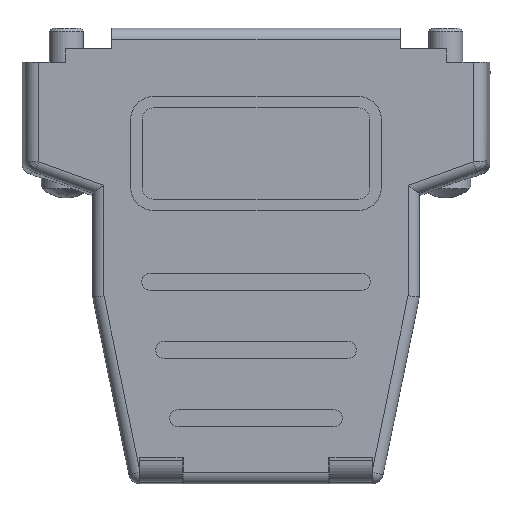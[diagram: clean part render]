
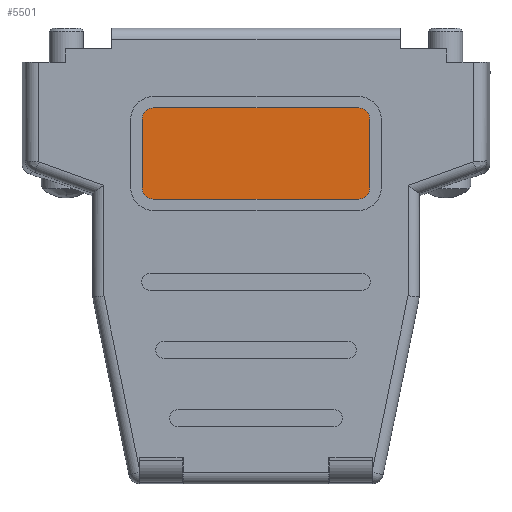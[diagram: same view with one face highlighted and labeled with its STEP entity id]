
A CAD part, front view. The second image highlights one B-rep face of the part: STEP entity #5501.
In plain terms, the highlighted planar face has unit normal (0, -1, 0).
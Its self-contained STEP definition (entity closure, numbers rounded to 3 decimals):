
#150 = ORIENTED_EDGE ( 'NONE', *, *, #14262, .T. ) ;
#203 = CIRCLE ( 'NONE', #16557, 1. ) ;
#658 = ORIENTED_EDGE ( 'NONE', *, *, #18202, .T. ) ;
#863 = ORIENTED_EDGE ( 'NONE', *, *, #11208, .T. ) ;
#1251 = DIRECTION ( 'NONE',  ( 1., 0., 0. ) ) ;
#1623 = AXIS2_PLACEMENT_3D ( 'NONE', #10251, #8208, #5713 ) ;
#1663 = EDGE_CURVE ( 'NONE', #17252, #21369, #17339, .T. ) ;
#1946 = DIRECTION ( 'NONE',  ( 0., -1., 0. ) ) ;
#2680 = CARTESIAN_POINT ( 'NONE',  ( 9., 0.2, -7. ) ) ;
#4862 = EDGE_CURVE ( 'NONE', #5050, #17252, #11738, .T. ) ;
#4881 = LINE ( 'NONE', #2680, #10932 ) ;
#5050 = VERTEX_POINT ( 'NONE', #11751 ) ;
#5186 = EDGE_LOOP ( 'NONE', ( #150, #863, #23547, #658, #8349, #22983, #27236, #26293 ) ) ;
#5501 = ADVANCED_FACE ( 'NONE', ( #23815 ), #28495, .T. ) ;
#5642 = CARTESIAN_POINT ( 'NONE',  ( 9., 0.2, -8. ) ) ;
#5713 = DIRECTION ( 'NONE',  ( 0., 0., -1. ) ) ;
#7485 = CARTESIAN_POINT ( 'NONE',  ( 10., 0.2, -8. ) ) ;
#8208 = DIRECTION ( 'NONE',  ( 0., -1., 0. ) ) ;
#8321 = VERTEX_POINT ( 'NONE', #16209 ) ;
#8349 = ORIENTED_EDGE ( 'NONE', *, *, #10279, .T. ) ;
#9747 = EDGE_CURVE ( 'NONE', #8321, #17272, #203, .T. ) ;
#9816 = AXIS2_PLACEMENT_3D ( 'NONE', #28065, #21339, #10493 ) ;
#10251 = CARTESIAN_POINT ( 'NONE',  ( -9., 0.2, -14. ) ) ;
#10279 = EDGE_CURVE ( 'NONE', #14408, #20326, #19406, .T. ) ;
#10493 = DIRECTION ( 'NONE',  ( 0., 0., -1. ) ) ;
#10809 = AXIS2_PLACEMENT_3D ( 'NONE', #17744, #1946, #11161 ) ;
#10932 = VECTOR ( 'NONE', #13666, 1000. ) ;
#11161 = DIRECTION ( 'NONE',  ( 0., 0., -1. ) ) ;
#11208 = EDGE_CURVE ( 'NONE', #24963, #8321, #4881, .T. ) ;
#11670 = CIRCLE ( 'NONE', #16793, 1. ) ;
#11738 = CIRCLE ( 'NONE', #10809, 1. ) ;
#11751 = CARTESIAN_POINT ( 'NONE',  ( 9., 0.2, -15. ) ) ;
#12392 = DIRECTION ( 'NONE',  ( 0., 0., -1. ) ) ;
#13311 = CARTESIAN_POINT ( 'NONE',  ( -10., 0.2, -8. ) ) ;
#13666 = DIRECTION ( 'NONE',  ( -1., 0., 0. ) ) ;
#13962 = CARTESIAN_POINT ( 'NONE',  ( -10., 0.2, -14. ) ) ;
#14142 = VECTOR ( 'NONE', #1251, 1000. ) ;
#14262 = EDGE_CURVE ( 'NONE', #21369, #24963, #11670, .T. ) ;
#14408 = VERTEX_POINT ( 'NONE', #13962 ) ;
#14857 = CARTESIAN_POINT ( 'NONE',  ( -9., 0.2, -8. ) ) ;
#15310 = CARTESIAN_POINT ( 'NONE',  ( 10., 0.2, -14. ) ) ;
#15427 = CARTESIAN_POINT ( 'NONE',  ( 10., 0.2, -14. ) ) ;
#16209 = CARTESIAN_POINT ( 'NONE',  ( -9., 0.2, -7. ) ) ;
#16557 = AXIS2_PLACEMENT_3D ( 'NONE', #14857, #17481, #26412 ) ;
#16793 = AXIS2_PLACEMENT_3D ( 'NONE', #5642, #19107, #12392 ) ;
#16996 = CARTESIAN_POINT ( 'NONE',  ( 9., 0.2, -7. ) ) ;
#17252 = VERTEX_POINT ( 'NONE', #15310 ) ;
#17272 = VERTEX_POINT ( 'NONE', #19715 ) ;
#17339 = LINE ( 'NONE', #15427, #28516 ) ;
#17416 = CARTESIAN_POINT ( 'NONE',  ( -9., 0.2, -15. ) ) ;
#17481 = DIRECTION ( 'NONE',  ( 0., -1., 0. ) ) ;
#17744 = CARTESIAN_POINT ( 'NONE',  ( 9., 0.2, -14. ) ) ;
#18202 = EDGE_CURVE ( 'NONE', #17272, #14408, #26919, .T. ) ;
#19107 = DIRECTION ( 'NONE',  ( 0., -1., 0. ) ) ;
#19406 = CIRCLE ( 'NONE', #1623, 1. ) ;
#19543 = DIRECTION ( 'NONE',  ( 0., 0., 1. ) ) ;
#19715 = CARTESIAN_POINT ( 'NONE',  ( -10., 0.2, -8. ) ) ;
#19906 = DIRECTION ( 'NONE',  ( 0., 0., -1. ) ) ;
#20326 = VERTEX_POINT ( 'NONE', #17416 ) ;
#20744 = CARTESIAN_POINT ( 'NONE',  ( -9., 0.2, -15. ) ) ;
#20985 = EDGE_CURVE ( 'NONE', #20326, #5050, #28042, .T. ) ;
#21339 = DIRECTION ( 'NONE',  ( 0., -1., 0. ) ) ;
#21369 = VERTEX_POINT ( 'NONE', #7485 ) ;
#22983 = ORIENTED_EDGE ( 'NONE', *, *, #20985, .T. ) ;
#23547 = ORIENTED_EDGE ( 'NONE', *, *, #9747, .T. ) ;
#23815 = FACE_OUTER_BOUND ( 'NONE', #5186, .T. ) ;
#24963 = VERTEX_POINT ( 'NONE', #16996 ) ;
#25657 = VECTOR ( 'NONE', #19906, 1000. ) ;
#26293 = ORIENTED_EDGE ( 'NONE', *, *, #1663, .T. ) ;
#26412 = DIRECTION ( 'NONE',  ( 0., 0., -1. ) ) ;
#26919 = LINE ( 'NONE', #13311, #25657 ) ;
#27236 = ORIENTED_EDGE ( 'NONE', *, *, #4862, .T. ) ;
#28042 = LINE ( 'NONE', #20744, #14142 ) ;
#28065 = CARTESIAN_POINT ( 'NONE',  ( 9., 0.2, -8. ) ) ;
#28495 = PLANE ( 'NONE',  #9816 ) ;
#28516 = VECTOR ( 'NONE', #19543, 1000. ) ;
